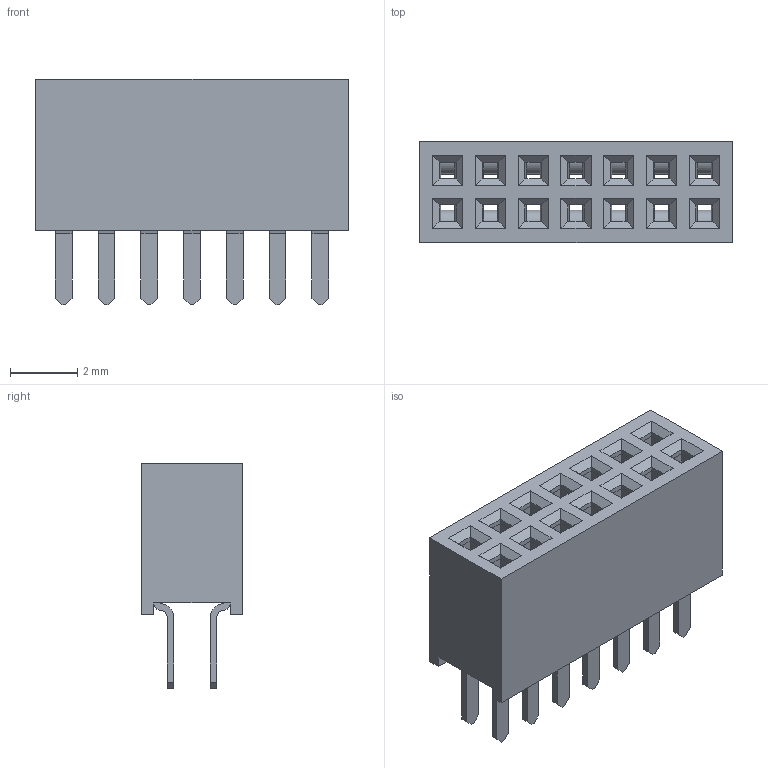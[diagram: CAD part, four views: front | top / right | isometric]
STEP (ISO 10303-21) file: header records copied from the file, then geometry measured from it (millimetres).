
FILE_DESCRIPTION(/* description */ ('Unknown'),/* implementation_level */ '2;1');
FILE_NAME(/* name */ '62201421821',/* time_stamp */ '2016-11-09T11:51:34+01:00',/* author */ ('Unknown'),/* organization */ ('Unknown'),/* preprocessor_version */ 'ST-DEVELOPER v16.7',/* originating_system */ 'DEX',/* authorisation */ $);
FILE_SCHEMA (('AUTOMOTIVE_DESIGN {1 0 10303 214 3 1 1}'));
Length unit declared in the file: millimetre
Products named in the file (3): 6220xx21821; 62201421821
Assembly tree (15 placements, depth 2):
  6220xx21821
    62201421821
    6220xx21821  x14
Bounding box: 9.29 x 3 x 6.7 mm (x, y, z)
Volume: 85.8 mm3; surface area: 676.9 mm2
Topology: 15 solids, 15 shells, 1242 faces, 3328 edges, 2116 vertices
Faces by surface type: plane 822, cylinder 392, bspline 28
Entity records: 11366 total; most frequent: CARTESIAN_POINT 2034, ORIENTED_EDGE 1976, DIRECTION 1778, EDGE_CURVE 988, LINE 926, VECTOR 926, VERTEX_POINT 634, AXIS2_PLACEMENT_3D 426
